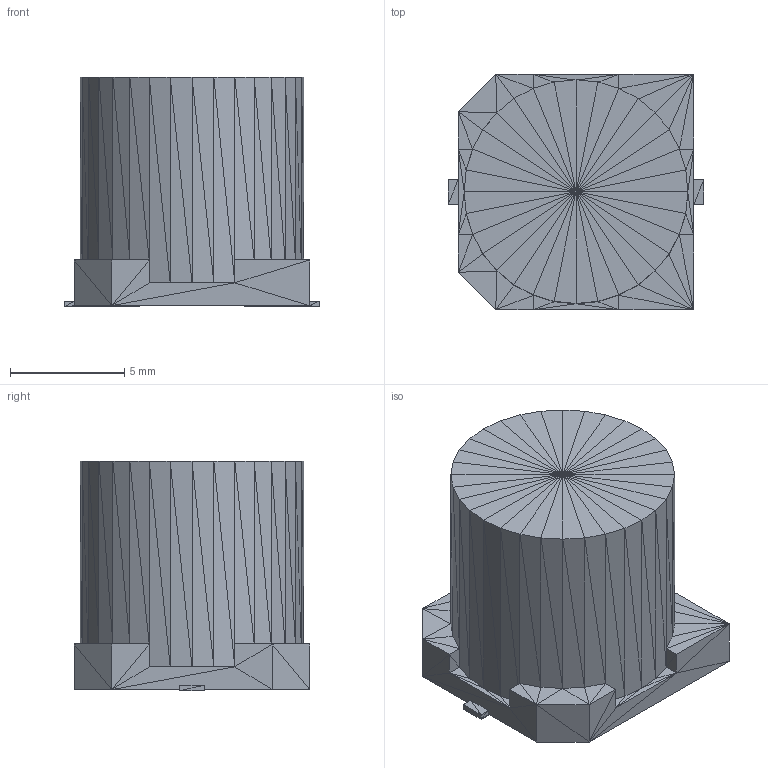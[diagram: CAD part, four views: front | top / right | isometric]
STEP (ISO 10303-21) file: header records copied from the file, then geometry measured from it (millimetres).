
FILE_DESCRIPTION(('STEP AP214'),'1');
FILE_NAME('CAP_PC_10X10-M','2020-04-09T17:38:59',(''),(''),'','','');
FILE_SCHEMA(('AUTOMOTIVE_DESIGN'));
Length unit declared in the file: millimetre
Products named in the file (1): product
Bounding box: 11.2 x 10.31 x 10.06 mm (x, y, z)
Volume: 0.6 mm3; surface area: 554 mm2
Topology: 2 solids, 3 shells, 230 faces, 357 edges, 125 vertices
Faces by surface type: plane 230
Entity records: 4492 total; most frequent: DIRECTION 819, ORIENTED_EDGE 690, EDGE_CURVE 357, LINE 357, VECTOR 357, CARTESIAN_POINT 356, AXIS2_PLACEMENT_3D 231, STYLED_ITEM 230
